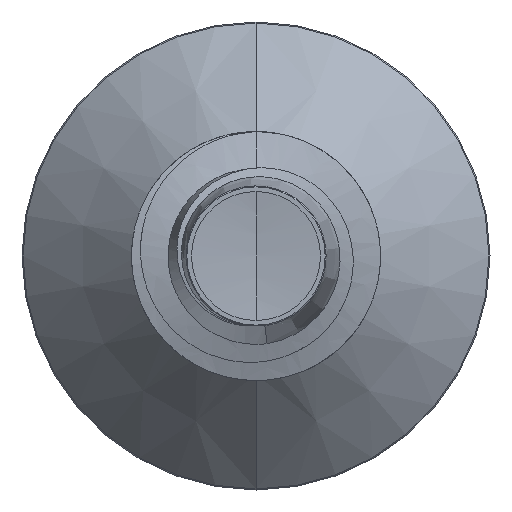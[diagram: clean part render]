
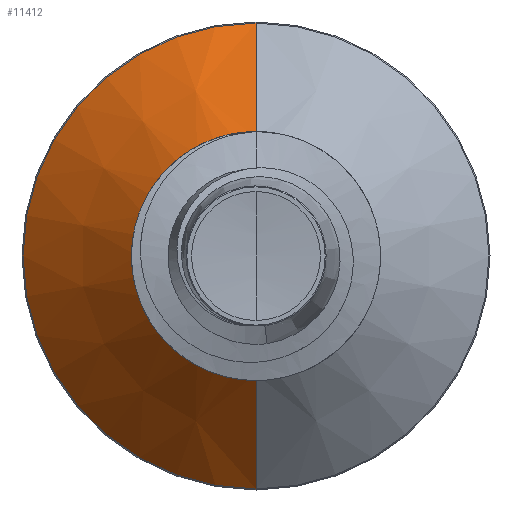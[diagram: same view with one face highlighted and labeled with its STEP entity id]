
A CAD part, front view. The second image highlights one B-rep face of the part: STEP entity #11412.
In plain terms, the highlighted conical face has half-angle 45 degrees and reference radius 1.189 mm.
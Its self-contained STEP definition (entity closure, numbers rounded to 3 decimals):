
#248 = CARTESIAN_POINT ( 'NONE',  ( 0., 5.439, 2.339 ) ) ;
#1305 = AXIS2_PLACEMENT_3D ( 'NONE', #2885, #2995, #2865 ) ;
#1626 = AXIS2_PLACEMENT_3D ( 'NONE', #5796, #5790, #5784 ) ;
#2263 = LINE ( 'NONE', #7902, #5063 ) ;
#2842 = CONICAL_SURFACE ( 'NONE', #1305, 1.189, 0.785 ) ;
#2865 = DIRECTION ( 'NONE',  ( 0., 0., 1. ) ) ;
#2885 = CARTESIAN_POINT ( 'NONE',  ( 0., 4.289, 0. ) ) ;
#2995 = DIRECTION ( 'NONE',  ( 0., 1., 0. ) ) ;
#3253 = ORIENTED_EDGE ( 'NONE', *, *, #11089, .F. ) ;
#4683 = VERTEX_POINT ( 'NONE', #248 ) ;
#5063 = VECTOR ( 'NONE', #9339, 1000. ) ;
#5128 = EDGE_LOOP ( 'NONE', ( #9455, #10698, #8594, #3253 ) ) ;
#5342 = AXIS2_PLACEMENT_3D ( 'NONE', #9753, #9746, #9735 ) ;
#5784 = DIRECTION ( 'NONE',  ( 0., 0., 1. ) ) ;
#5790 = DIRECTION ( 'NONE',  ( 0., 1., 0. ) ) ;
#5796 = CARTESIAN_POINT ( 'NONE',  ( 0., 5.439, 0. ) ) ;
#6334 = VERTEX_POINT ( 'NONE', #8503 ) ;
#6852 = VECTOR ( 'NONE', #11175, 1000. ) ;
#7902 = CARTESIAN_POINT ( 'NONE',  ( 0., 4.289, -1.189 ) ) ;
#8503 = CARTESIAN_POINT ( 'NONE',  ( 0., 5.439, -2.339 ) ) ;
#8594 = ORIENTED_EDGE ( 'NONE', *, *, #10272, .T. ) ;
#9338 = VERTEX_POINT ( 'NONE', #10589 ) ;
#9339 = DIRECTION ( 'NONE',  ( 0., 0.707, -0.707 ) ) ;
#9455 = ORIENTED_EDGE ( 'NONE', *, *, #10764, .F. ) ;
#9548 = CARTESIAN_POINT ( 'NONE',  ( 0., 4.289, -1.189 ) ) ;
#9605 = CIRCLE ( 'NONE', #5342, 1.189 ) ;
#9735 = DIRECTION ( 'NONE',  ( 0., 0., 1. ) ) ;
#9746 = DIRECTION ( 'NONE',  ( 0., 1., 0. ) ) ;
#9753 = CARTESIAN_POINT ( 'NONE',  ( 0., 4.289, 0. ) ) ;
#9907 = EDGE_CURVE ( 'NONE', #10379, #9338, #9605, .T. ) ;
#10272 = EDGE_CURVE ( 'NONE', #9338, #4683, #11498, .T. ) ;
#10379 = VERTEX_POINT ( 'NONE', #9548 ) ;
#10589 = CARTESIAN_POINT ( 'NONE',  ( 0., 4.289, 1.189 ) ) ;
#10698 = ORIENTED_EDGE ( 'NONE', *, *, #9907, .T. ) ;
#10764 = EDGE_CURVE ( 'NONE', #10379, #6334, #2263, .T. ) ;
#11089 = EDGE_CURVE ( 'NONE', #6334, #4683, #11777, .T. ) ;
#11175 = DIRECTION ( 'NONE',  ( 0., 0.707, 0.707 ) ) ;
#11192 = CARTESIAN_POINT ( 'NONE',  ( 0., 4.289, 1.189 ) ) ;
#11412 = ADVANCED_FACE ( 'NONE', ( #12349 ), #2842, .T. ) ;
#11498 = LINE ( 'NONE', #11192, #6852 ) ;
#11777 = CIRCLE ( 'NONE', #1626, 2.339 ) ;
#12349 = FACE_OUTER_BOUND ( 'NONE', #5128, .T. ) ;
